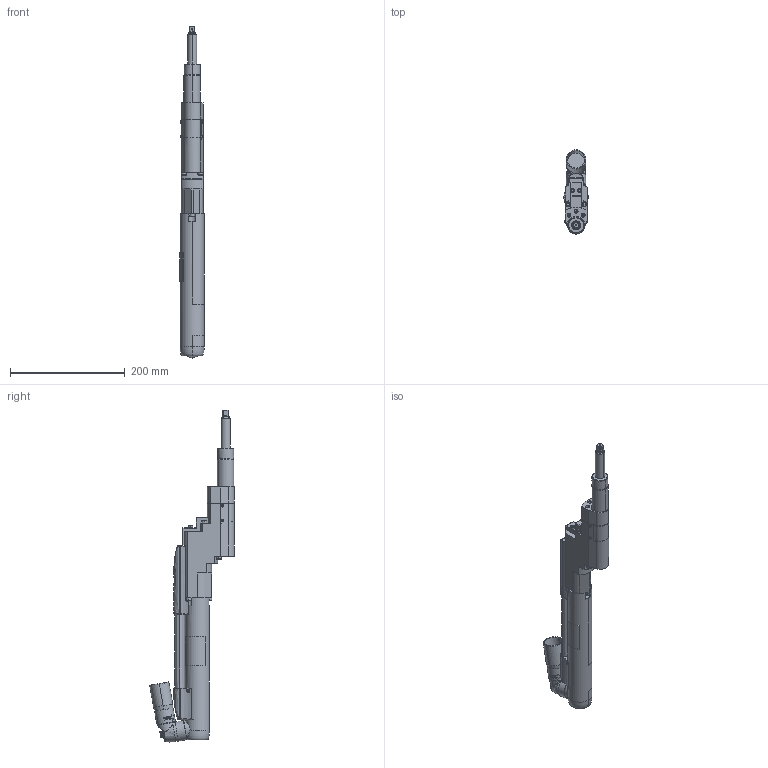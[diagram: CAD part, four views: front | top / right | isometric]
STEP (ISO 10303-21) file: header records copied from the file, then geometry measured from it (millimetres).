
FILE_DESCRIPTION((''),'2;1');
FILE_NAME('EXT_COMP_SW0007','2024-02-06T10:47:35',('INEdipo'),(''),'CREO PARAMETRIC BY PTC INC, 2022414','CREO PARAMETRIC BY PTC INC, 2022414','');
FILE_SCHEMA(('AP242_MANAGED_MODEL_BASED_3D_ENGINEERING_MIM_LF { 1 0 10303 442 1 1 4 }'));
Products named in the file (1): EXT_COMP_SW0007
Bounding box: 42.43 x 147.7 x 579.93 mm (x, y, z)
Volume: 909101.3 mm3; surface area: 146129.8 mm2
Topology: 2 solids, 2 shells, 1580 faces, 4235 edges, 2716 vertices
Faces by surface type: plane 757, cylinder 368, bspline 223, torus 145, cone 62, extrusion 11, sphere 10, revolution 4
Entity records: 76990 total; most frequent: CARTESIAN_POINT 28186, ORIENTED_EDGE 8438, DIRECTION 7084, EDGE_CURVE 4219, VERTEX_POINT 2716, AXIS2_PLACEMENT_3D 2553, VECTOR 1974, LINE 1963
